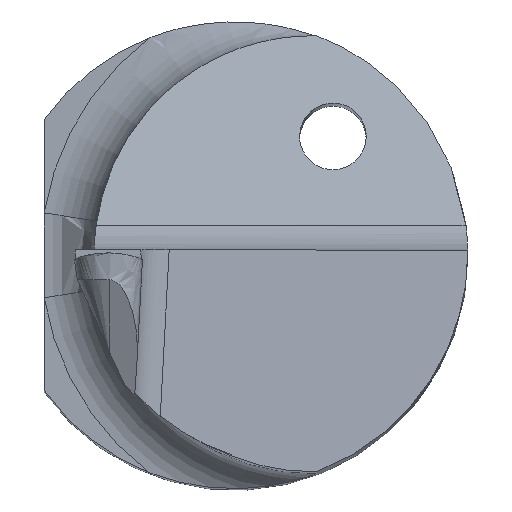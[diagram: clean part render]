
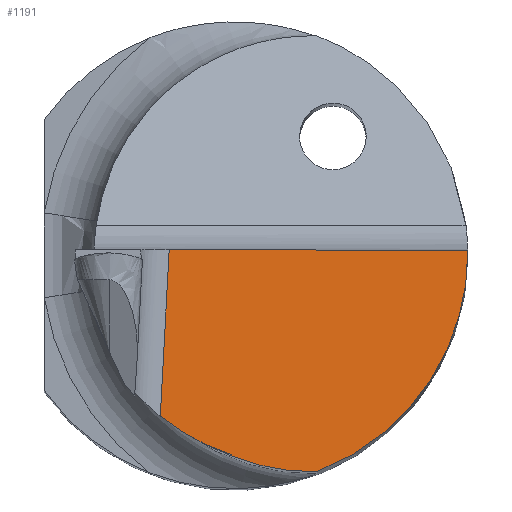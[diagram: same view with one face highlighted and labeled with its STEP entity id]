
A CAD part, top view. The second image highlights one B-rep face of the part: STEP entity #1191.
In plain terms, the highlighted planar face has unit normal (0.259, -0.052, 0.965).
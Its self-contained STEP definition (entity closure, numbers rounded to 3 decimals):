
#2 = EDGE_CURVE ( 'NONE', #149, #437, #641, .T. ) ;
#49 = CARTESIAN_POINT ( 'NONE',  ( 0.499, -0.342, 32. ) ) ;
#87 = CARTESIAN_POINT ( 'NONE',  ( -0.047, -3.038, 32. ) ) ;
#88 = ORIENTED_EDGE ( 'NONE', *, *, #2, .T. ) ;
#97 = CARTESIAN_POINT ( 'NONE',  ( -1.437, 0.05, 32.54 ) ) ;
#105 = DIRECTION ( 'NONE',  ( 0.258, -0.052, 0.965 ) ) ;
#112 = DIRECTION ( 'NONE',  ( 0.054, 0.998, 0.04 ) ) ;
#127 = CARTESIAN_POINT ( 'NONE',  ( 1.236, -3.274, 31.643 ) ) ;
#149 = VERTEX_POINT ( 'NONE', #666 ) ;
#150 = CARTESIAN_POINT ( 'NONE',  ( -1.437, 0.05, 32.54 ) ) ;
#151 = CARTESIAN_POINT ( 'NONE',  ( 3.5, 0.05, 31.217 ) ) ;
#166 = LINE ( 'NONE', #150, #1089 ) ;
#199 = EDGE_CURVE ( 'NONE', #931, #149, #687, .T. ) ;
#248 = CARTESIAN_POINT ( 'NONE',  ( -0.793, -2.698, 32.218 ) ) ;
#258 = VECTOR ( 'NONE', #112, 1000. ) ;
#323 = VERTEX_POINT ( 'NONE', #151 ) ;
#363 = CARTESIAN_POINT ( 'NONE',  ( 3.5, 0., 31.214 ) ) ;
#365 = EDGE_CURVE ( 'NONE', #437, #323, #940, .T. ) ;
#381 = CARTESIAN_POINT ( 'NONE',  ( -0.043, -3.018, 32. ) ) ;
#437 = VERTEX_POINT ( 'NONE', #1192 ) ;
#445 = CARTESIAN_POINT ( 'NONE',  ( 3.5, -1.505, 31.133 ) ) ;
#451 =( BOUNDED_CURVE ( )  B_SPLINE_CURVE ( 3, ( #742, #1047, #248, #645 ),
 .UNSPECIFIED., .F., .T. ) 
 B_SPLINE_CURVE_WITH_KNOTS ( ( 4, 4 ),
 ( 4.85, 5.219 ),
 .UNSPECIFIED. ) 
 CURVE ( )  GEOMETRIC_REPRESENTATION_ITEM ( )  RATIONAL_B_SPLINE_CURVE ( ( 1., 0.989, 0.989, 1. ) ) 
 REPRESENTATION_ITEM ( '' )  );
#465 = CARTESIAN_POINT ( 'NONE',  ( 3.5, 0.017, 31.215 ) ) ;
#523 = LINE ( 'NONE', #49, #689 ) ;
#548 = CARTESIAN_POINT ( 'NONE',  ( 3.5, 0.05, 31.217 ) ) ;
#605 = FACE_OUTER_BOUND ( 'NONE', #734, .T. ) ;
#631 = ORIENTED_EDGE ( 'NONE', *, *, #199, .T. ) ;
#641 =( BOUNDED_CURVE ( )  B_SPLINE_CURVE ( 3, ( #127, #817, #445, #1249 ),
 .UNSPECIFIED., .F., .F. ) 
 B_SPLINE_CURVE_WITH_KNOTS ( ( 4, 4 ),
 ( 5.273, 6.483 ),
 .UNSPECIFIED. ) 
 CURVE ( )  GEOMETRIC_REPRESENTATION_ITEM ( )  RATIONAL_B_SPLINE_CURVE ( ( 1., 0.882, 0.882, 1. ) ) 
 REPRESENTATION_ITEM ( '' )  );
#645 = CARTESIAN_POINT ( 'NONE',  ( -1.111, -2.442, 32.317 ) ) ;
#666 = CARTESIAN_POINT ( 'NONE',  ( 1.236, -3.274, 31.643 ) ) ;
#678 = CARTESIAN_POINT ( 'NONE',  ( 0.362, -3.203, 31.882 ) ) ;
#687 =( BOUNDED_CURVE ( )  B_SPLINE_CURVE ( 3, ( #87, #678, #1080, #745 ),
 .UNSPECIFIED., .F., .F. ) 
 B_SPLINE_CURVE_WITH_KNOTS ( ( 4, 4 ),
 ( 4.53, 4.931 ),
 .UNSPECIFIED. ) 
 CURVE ( )  GEOMETRIC_REPRESENTATION_ITEM ( )  RATIONAL_B_SPLINE_CURVE ( ( 1., 0.987, 0.987, 1. ) ) 
 REPRESENTATION_ITEM ( '' )  );
#689 = VECTOR ( 'NONE', #951, 1000. ) ;
#734 = EDGE_LOOP ( 'NONE', ( #1045, #1237, #631, #88, #1076, #740, #1008 ) ) ;
#740 = ORIENTED_EDGE ( 'NONE', *, *, #1042, .F. ) ;
#742 = CARTESIAN_POINT ( 'NONE',  ( -0.043, -3.018, 32. ) ) ;
#745 = CARTESIAN_POINT ( 'NONE',  ( 1.236, -3.274, 31.643 ) ) ;
#755 = EDGE_CURVE ( 'NONE', #779, #1244, #854, .T. ) ;
#767 = CARTESIAN_POINT ( 'NONE',  ( 3.5, 0.033, 31.216 ) ) ;
#779 = VERTEX_POINT ( 'NONE', #863 ) ;
#817 = CARTESIAN_POINT ( 'NONE',  ( 2.644, -2.743, 31.295 ) ) ;
#854 = LINE ( 'NONE', #1264, #258 ) ;
#863 = CARTESIAN_POINT ( 'NONE',  ( -1.111, -2.442, 32.317 ) ) ;
#898 = DIRECTION ( 'NONE',  ( -0.966, 0., 0.259 ) ) ;
#931 = VERTEX_POINT ( 'NONE', #1026 ) ;
#934 = EDGE_CURVE ( 'NONE', #1216, #931, #523, .T. ) ;
#940 =( BOUNDED_CURVE ( )  B_SPLINE_CURVE ( 3, ( #363, #465, #767, #548 ),
 .UNSPECIFIED., .F., .F. ) 
 B_SPLINE_CURVE_WITH_KNOTS ( ( 4, 4 ),
 ( 0.2, 0.214 ),
 .UNSPECIFIED. ) 
 CURVE ( )  GEOMETRIC_REPRESENTATION_ITEM ( )  RATIONAL_B_SPLINE_CURVE ( ( 1., 1., 1., 1. ) ) 
 REPRESENTATION_ITEM ( '' )  );
#951 = DIRECTION ( 'NONE',  ( -0.198, -0.98, 0. ) ) ;
#1008 = ORIENTED_EDGE ( 'NONE', *, *, #755, .F. ) ;
#1020 = AXIS2_PLACEMENT_3D ( 'NONE', #97, #105, #898 ) ;
#1026 = CARTESIAN_POINT ( 'NONE',  ( -0.047, -3.038, 32. ) ) ;
#1042 = EDGE_CURVE ( 'NONE', #1244, #323, #166, .T. ) ;
#1045 = ORIENTED_EDGE ( 'NONE', *, *, #1049, .F. ) ;
#1047 = CARTESIAN_POINT ( 'NONE',  ( -0.433, -2.893, 32.111 ) ) ;
#1049 = EDGE_CURVE ( 'NONE', #1216, #779, #451, .T. ) ;
#1076 = ORIENTED_EDGE ( 'NONE', *, *, #365, .T. ) ;
#1080 = CARTESIAN_POINT ( 'NONE',  ( 0.795, -3.283, 31.761 ) ) ;
#1083 = PLANE ( 'NONE',  #1020 ) ;
#1089 = VECTOR ( 'NONE', #1175, 1000. ) ;
#1126 = CARTESIAN_POINT ( 'NONE',  ( -0.977, 0.05, 32.417 ) ) ;
#1175 = DIRECTION ( 'NONE',  ( 0.966, 0., -0.259 ) ) ;
#1191 = ADVANCED_FACE ( 'NONE', ( #605 ), #1083, .T. ) ;
#1192 = CARTESIAN_POINT ( 'NONE',  ( 3.5, 0., 31.214 ) ) ;
#1216 = VERTEX_POINT ( 'NONE', #381 ) ;
#1237 = ORIENTED_EDGE ( 'NONE', *, *, #934, .T. ) ;
#1244 = VERTEX_POINT ( 'NONE', #1126 ) ;
#1249 = CARTESIAN_POINT ( 'NONE',  ( 3.5, 0., 31.214 ) ) ;
#1264 = CARTESIAN_POINT ( 'NONE',  ( -0.978, 0.03, 32.416 ) ) ;
